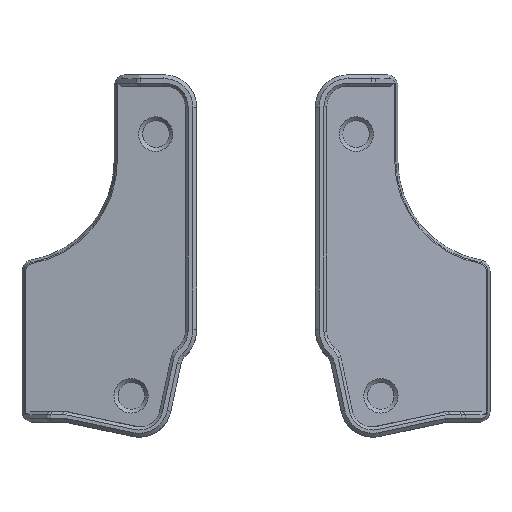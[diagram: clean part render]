
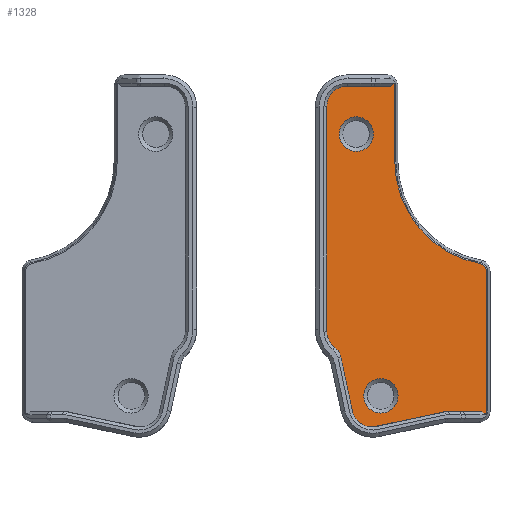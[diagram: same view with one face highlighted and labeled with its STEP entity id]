
A CAD part, top view. The second image highlights one B-rep face of the part: STEP entity #1328.
In plain terms, the highlighted planar face has unit normal (0.087, 0, 0.996).
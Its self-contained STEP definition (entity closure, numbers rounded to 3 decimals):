
#428=CARTESIAN_POINT('',(87.68,-13.86,7.32));
#429=VERTEX_POINT('',#428);
#436=CARTESIAN_POINT('',(110.342,-41.127,5.338));
#437=VERTEX_POINT('',#436);
#438=CARTESIAN_POINT('',(115.291,-13.86,4.905));
#439=DIRECTION('',(0.087,-0.,0.996));
#440=DIRECTION('',(0.996,0.,-0.087));
#441=AXIS2_PLACEMENT_3D('',#438,#439,#440);
#442=CIRCLE('',#441,27.716);
#443=EDGE_CURVE('',#429,#437,#442,.T.);
#460=CARTESIAN_POINT('',(87.68,6.647,7.32));
#461=VERTEX_POINT('',#460);
#462=CARTESIAN_POINT('',(87.68,6.647,7.32));
#463=DIRECTION('',(0.,-1.,-0.));
#464=VECTOR('',#463,20.507);
#465=LINE('',#462,#464);
#466=EDGE_CURVE('',#461,#429,#465,.T.);
#647=CARTESIAN_POINT('',(111.902,-43.083,5.201));
#648=VERTEX_POINT('',#647);
#649=CARTESIAN_POINT('',(110.342,-41.127,5.338));
#650=CARTESIAN_POINT('',(111.032,-41.285,5.277));
#651=CARTESIAN_POINT('',(111.47,-41.84,5.239));
#652=CARTESIAN_POINT('',(111.908,-42.394,5.201));
#653=CARTESIAN_POINT('',(111.902,-43.099,5.201));
#654=B_SPLINE_CURVE_WITH_KNOTS('',2,(#649,#650,#651,#652,#653),.UNSPECIFIED.,.F.,.F.,(3,2,3),(0.,0.5,1.),.UNSPECIFIED.);
#655=EDGE_CURVE('',#437,#648,#654,.T.);
#902=CARTESIAN_POINT('',(74.682,5.847,8.458));
#903=VERTEX_POINT('',#902);
#910=CARTESIAN_POINT('',(86.553,5.847,7.419));
#911=VERTEX_POINT('',#910);
#912=CARTESIAN_POINT('',(74.682,5.847,8.458));
#913=DIRECTION('',(0.996,-0.,-0.087));
#914=VECTOR('',#913,11.917);
#915=LINE('',#912,#914);
#916=EDGE_CURVE('',#903,#911,#915,.T.);
#1057=CARTESIAN_POINT('',(111.902,-81.053,5.201));
#1058=VERTEX_POINT('',#1057);
#1059=CARTESIAN_POINT('',(111.902,-43.099,5.201));
#1060=DIRECTION('',(0.,-1.,-0.));
#1061=VECTOR('',#1060,37.954);
#1062=LINE('',#1059,#1061);
#1063=EDGE_CURVE('',#648,#1058,#1062,.T.);
#1205=CARTESIAN_POINT('',(73.816,4.5,8.533));
#1206=DIRECTION('',(-0.087,0.,-0.996));
#1207=DIRECTION('',(0.996,0.,-0.087));
#1208=AXIS2_PLACEMENT_3D('',#1205,#1206,#1207);
#1209=PLANE('',#1208);
#1210=ORIENTED_EDGE('',*,*,#1063,.F.);
#1211=ORIENTED_EDGE('',*,*,#655,.F.);
#1212=ORIENTED_EDGE('',*,*,#443,.F.);
#1213=ORIENTED_EDGE('',*,*,#466,.F.);
#1214=CARTESIAN_POINT('',(86.553,5.847,7.419));
#1215=DIRECTION('',(0.813,0.577,-0.071));
#1216=VECTOR('',#1215,1.386);
#1217=LINE('',#1214,#1216);
#1218=EDGE_CURVE('',#911,#461,#1217,.T.);
#1219=ORIENTED_EDGE('',*,*,#1218,.F.);
#1220=ORIENTED_EDGE('',*,*,#916,.F.);
#1221=CARTESIAN_POINT('',(69.252,0.397,8.933));
#1222=VERTEX_POINT('',#1221);
#1223=CARTESIAN_POINT('',(74.682,0.397,8.458));
#1224=DIRECTION('',(-0.087,0.,-0.996));
#1225=DIRECTION('',(-0.996,-0.,0.087));
#1226=AXIS2_PLACEMENT_3D('',#1223,#1224,#1225);
#1227=CIRCLE('',#1226,5.45);
#1228=EDGE_CURVE('',#1222,#903,#1227,.T.);
#1229=ORIENTED_EDGE('',*,*,#1228,.F.);
#1230=CARTESIAN_POINT('',(69.252,-58.995,8.933));
#1231=VERTEX_POINT('',#1230);
#1232=CARTESIAN_POINT('',(69.252,-58.995,8.933));
#1233=DIRECTION('',(0.,1.,0.));
#1234=VECTOR('',#1233,59.392);
#1235=LINE('',#1232,#1234);
#1236=EDGE_CURVE('',#1231,#1222,#1235,.T.);
#1237=ORIENTED_EDGE('',*,*,#1236,.F.);
#1238=CARTESIAN_POINT('',(71.376,-63.319,8.747));
#1239=VERTEX_POINT('',#1238);
#1240=CARTESIAN_POINT('',(74.682,-58.995,8.458));
#1241=DIRECTION('',(-0.087,0.,-0.996));
#1242=DIRECTION('',(-0.996,-0.,0.087));
#1243=AXIS2_PLACEMENT_3D('',#1240,#1241,#1242);
#1244=CIRCLE('',#1243,5.45);
#1245=EDGE_CURVE('',#1239,#1231,#1244,.T.);
#1246=ORIENTED_EDGE('',*,*,#1245,.F.);
#1247=CARTESIAN_POINT('',(73.013,-65.923,8.604));
#1248=VERTEX_POINT('',#1247);
#1249=CARTESIAN_POINT('',(68.676,-66.848,8.983));
#1250=DIRECTION('',(-0.087,0.,-0.996));
#1251=DIRECTION('',(0.996,0.,-0.087));
#1252=AXIS2_PLACEMENT_3D('',#1249,#1250,#1251);
#1253=CIRCLE('',#1252,4.45);
#1254=EDGE_CURVE('',#1239,#1248,#1253,.T.);
#1255=ORIENTED_EDGE('',*,*,#1254,.T.);
#1256=CARTESIAN_POINT('',(76.,-80.03,8.342));
#1257=VERTEX_POINT('',#1256);
#1258=CARTESIAN_POINT('',(76.,-80.03,8.342));
#1259=DIRECTION('',(-0.207,0.978,0.018));
#1260=VECTOR('',#1259,14.422);
#1261=LINE('',#1258,#1260);
#1262=EDGE_CURVE('',#1257,#1248,#1261,.T.);
#1263=ORIENTED_EDGE('',*,*,#1262,.F.);
#1264=CARTESIAN_POINT('',(82.439,-84.228,7.779));
#1265=VERTEX_POINT('',#1264);
#1266=CARTESIAN_POINT('',(81.31,-78.897,7.878));
#1267=DIRECTION('',(-0.087,0.,-0.996));
#1268=DIRECTION('',(-0.996,-0.,0.087));
#1269=AXIS2_PLACEMENT_3D('',#1266,#1267,#1268);
#1270=CIRCLE('',#1269,5.45);
#1271=EDGE_CURVE('',#1265,#1257,#1270,.T.);
#1272=ORIENTED_EDGE('',*,*,#1271,.F.);
#1273=CARTESIAN_POINT('',(100.571,-80.359,6.193));
#1274=VERTEX_POINT('',#1273);
#1275=CARTESIAN_POINT('',(100.571,-80.359,6.193));
#1276=DIRECTION('',(-0.974,-0.208,0.085));
#1277=VECTOR('',#1276,18.607);
#1278=LINE('',#1275,#1277);
#1279=EDGE_CURVE('',#1274,#1265,#1278,.T.);
#1280=ORIENTED_EDGE('',*,*,#1279,.F.);
#1281=CARTESIAN_POINT('',(101.575,-80.253,6.105));
#1282=VERTEX_POINT('',#1281);
#1283=CARTESIAN_POINT('',(101.575,-85.103,6.105));
#1284=DIRECTION('',(-0.087,0.,-0.996));
#1285=DIRECTION('',(-0.996,-0.,0.087));
#1286=AXIS2_PLACEMENT_3D('',#1283,#1284,#1285);
#1287=CIRCLE('',#1286,4.85);
#1288=EDGE_CURVE('',#1274,#1282,#1287,.T.);
#1289=ORIENTED_EDGE('',*,*,#1288,.T.);
#1290=CARTESIAN_POINT('',(110.722,-80.253,5.305));
#1291=VERTEX_POINT('',#1290);
#1292=CARTESIAN_POINT('',(110.722,-80.253,5.305));
#1293=DIRECTION('',(-0.996,-0.,0.087));
#1294=VECTOR('',#1293,9.182);
#1295=LINE('',#1292,#1294);
#1296=EDGE_CURVE('',#1291,#1282,#1295,.T.);
#1297=ORIENTED_EDGE('',*,*,#1296,.F.);
#1298=CARTESIAN_POINT('',(111.902,-81.053,5.201));
#1299=DIRECTION('',(-0.825,0.56,0.072));
#1300=VECTOR('',#1299,1.429);
#1301=LINE('',#1298,#1300);
#1302=EDGE_CURVE('',#1058,#1291,#1301,.T.);
#1303=ORIENTED_EDGE('',*,*,#1302,.F.);
#1304=EDGE_LOOP('',(#1210,#1211,#1212,#1213,#1219,#1220,#1229,#1237,#1246,#1255,#1263,#1272,#1280,#1289,#1297,#1303));
#1305=FACE_BOUND('',#1304,.T.);
#1306=CARTESIAN_POINT('',(79.509,-76.101,8.035));
#1307=VERTEX_POINT('',#1306);
#1308=CARTESIAN_POINT('',(84.042,-76.101,7.639));
#1309=DIRECTION('',(-0.087,0.,-0.996));
#1310=DIRECTION('',(-0.996,-0.,0.087));
#1311=AXIS2_PLACEMENT_3D('',#1308,#1309,#1310);
#1312=CIRCLE('',#1311,4.55);
#1313=EDGE_CURVE('',#1307,#1307,#1312,.T.);
#1314=ORIENTED_EDGE('',*,*,#1313,.T.);
#1315=EDGE_LOOP('',(#1314));
#1316=FACE_BOUND('',#1315,.T.);
#1317=CARTESIAN_POINT('',(73.017,-6.844,8.603));
#1318=VERTEX_POINT('',#1317);
#1319=CARTESIAN_POINT('',(77.549,-6.844,8.207));
#1320=DIRECTION('',(-0.087,0.,-0.996));
#1321=DIRECTION('',(-0.996,-0.,0.087));
#1322=AXIS2_PLACEMENT_3D('',#1319,#1320,#1321);
#1323=CIRCLE('',#1322,4.55);
#1324=EDGE_CURVE('',#1318,#1318,#1323,.T.);
#1325=ORIENTED_EDGE('',*,*,#1324,.T.);
#1326=EDGE_LOOP('',(#1325));
#1327=FACE_BOUND('',#1326,.T.);
#1328=ADVANCED_FACE('',(#1305,#1316,#1327),#1209,.F.);
